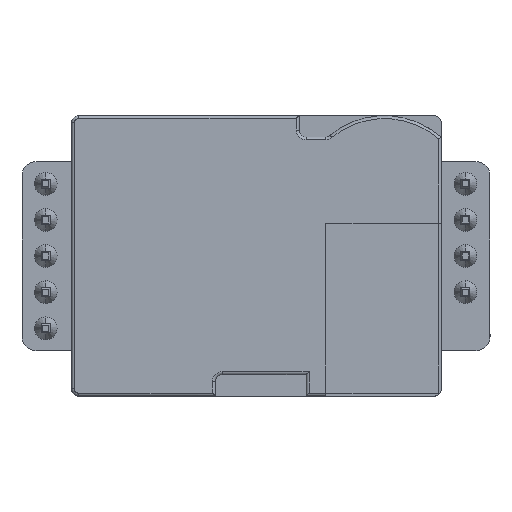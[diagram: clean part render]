
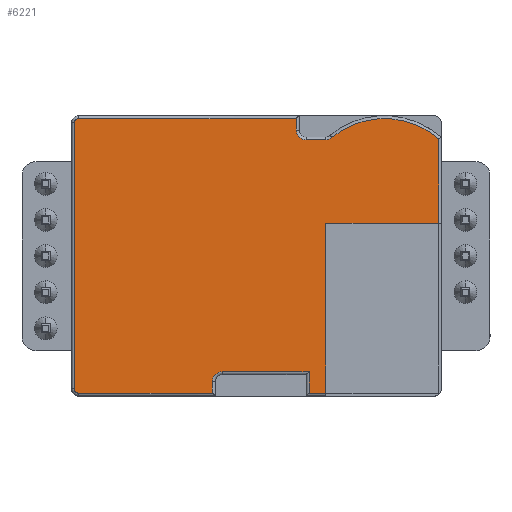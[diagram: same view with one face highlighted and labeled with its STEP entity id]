
A CAD part, top view. The second image highlights one B-rep face of the part: STEP entity #6221.
In plain terms, the highlighted face is planar.
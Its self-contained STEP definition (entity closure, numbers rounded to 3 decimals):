
#260=CIRCLE('',#6756,5.8);
#272=CIRCLE('',#6799,0.7);
#273=CIRCLE('',#6800,0.7);
#274=CIRCLE('',#6801,0.3);
#275=CIRCLE('',#6802,0.3);
#276=CIRCLE('',#6803,0.7);
#560=FACE_OUTER_BOUND('',#924,.T.);
#924=EDGE_LOOP('',(#4839,#4840,#4841,#4842,#4843,#4844,#4845,#4846,#4847,
#4848,#4849,#4850,#4851,#4852,#4853,#4854,#4855,#4856));
#1450=LINE('',#9617,#2129);
#1453=LINE('',#9625,#2132);
#1500=LINE('',#9739,#2179);
#1502=LINE('',#9742,#2181);
#1538=LINE('',#9812,#2217);
#1539=LINE('',#9816,#2218);
#1540=LINE('',#9820,#2219);
#1541=LINE('',#9822,#2220);
#1542=LINE('',#9826,#2221);
#1543=LINE('',#9830,#2222);
#1544=LINE('',#9832,#2223);
#1545=LINE('',#9835,#2224);
#2129=VECTOR('',#7857,1.18);
#2132=VECTOR('',#7864,1.5);
#2179=VECTOR('',#7955,7.92);
#2181=VECTOR('',#7959,11.95);
#2217=VECTOR('',#8021,5.932);
#2218=VECTOR('',#8024,1.347);
#2219=VECTOR('',#8027,0.8);
#2220=VECTOR('',#8028,15.3);
#2221=VECTOR('',#8031,18.7);
#2222=VECTOR('',#8034,9.4);
#2223=VECTOR('',#8035,0.8);
#2224=VECTOR('',#8038,6.1);
#2711=VERTEX_POINT('',#9584);
#2712=VERTEX_POINT('',#9585);
#2716=VERTEX_POINT('',#9613);
#2718=VERTEX_POINT('',#9616);
#2721=VERTEX_POINT('',#9624);
#2765=VERTEX_POINT('',#9736);
#2766=VERTEX_POINT('',#9738);
#2788=VERTEX_POINT('',#9813);
#2789=VERTEX_POINT('',#9815);
#2790=VERTEX_POINT('',#9817);
#2791=VERTEX_POINT('',#9819);
#2792=VERTEX_POINT('',#9821);
#2793=VERTEX_POINT('',#9823);
#2794=VERTEX_POINT('',#9825);
#2795=VERTEX_POINT('',#9827);
#2796=VERTEX_POINT('',#9829);
#2797=VERTEX_POINT('',#9831);
#2798=VERTEX_POINT('',#9833);
#3397=EDGE_CURVE('',#2711,#2712,#260,.T.);
#3403=EDGE_CURVE('',#2718,#2716,#1450,.T.);
#3407=EDGE_CURVE('',#2721,#2718,#1453,.T.);
#3461=EDGE_CURVE('',#2766,#2765,#1500,.T.);
#3463=EDGE_CURVE('',#2716,#2766,#1502,.T.);
#3501=EDGE_CURVE('',#2765,#2711,#1538,.T.);
#3502=EDGE_CURVE('',#2712,#2788,#272,.T.);
#3503=EDGE_CURVE('',#2788,#2789,#1539,.T.);
#3504=EDGE_CURVE('',#2789,#2790,#273,.T.);
#3505=EDGE_CURVE('',#2790,#2791,#1540,.T.);
#3506=EDGE_CURVE('',#2791,#2792,#1541,.T.);
#3507=EDGE_CURVE('',#2792,#2793,#274,.T.);
#3508=EDGE_CURVE('',#2793,#2794,#1542,.T.);
#3509=EDGE_CURVE('',#2794,#2795,#275,.T.);
#3510=EDGE_CURVE('',#2795,#2796,#1543,.T.);
#3511=EDGE_CURVE('',#2796,#2797,#1544,.T.);
#3512=EDGE_CURVE('',#2797,#2798,#276,.T.);
#3513=EDGE_CURVE('',#2798,#2721,#1545,.T.);
#4839=ORIENTED_EDGE('',*,*,#3407,.T.);
#4840=ORIENTED_EDGE('',*,*,#3403,.T.);
#4841=ORIENTED_EDGE('',*,*,#3463,.T.);
#4842=ORIENTED_EDGE('',*,*,#3461,.T.);
#4843=ORIENTED_EDGE('',*,*,#3501,.T.);
#4844=ORIENTED_EDGE('',*,*,#3397,.T.);
#4845=ORIENTED_EDGE('',*,*,#3502,.T.);
#4846=ORIENTED_EDGE('',*,*,#3503,.T.);
#4847=ORIENTED_EDGE('',*,*,#3504,.T.);
#4848=ORIENTED_EDGE('',*,*,#3505,.T.);
#4849=ORIENTED_EDGE('',*,*,#3506,.T.);
#4850=ORIENTED_EDGE('',*,*,#3507,.T.);
#4851=ORIENTED_EDGE('',*,*,#3508,.T.);
#4852=ORIENTED_EDGE('',*,*,#3509,.T.);
#4853=ORIENTED_EDGE('',*,*,#3510,.T.);
#4854=ORIENTED_EDGE('',*,*,#3511,.T.);
#4855=ORIENTED_EDGE('',*,*,#3512,.T.);
#4856=ORIENTED_EDGE('',*,*,#3513,.T.);
#5608=PLANE('',#6798);
#6221=ADVANCED_FACE('',(#560),#5608,.T.);
#6756=AXIS2_PLACEMENT_3D('',#9586,#7847,#7848);
#6798=AXIS2_PLACEMENT_3D('',#9811,#8019,#8020);
#6799=AXIS2_PLACEMENT_3D('',#9814,#8022,#8023);
#6800=AXIS2_PLACEMENT_3D('',#9818,#8025,#8026);
#6801=AXIS2_PLACEMENT_3D('',#9824,#8029,#8030);
#6802=AXIS2_PLACEMENT_3D('',#9828,#8032,#8033);
#6803=AXIS2_PLACEMENT_3D('',#9834,#8036,#8037);
#7847=DIRECTION('center_axis',(0.,1.,0.));
#7848=DIRECTION('ref_axis',(-0.755,0.,-0.655));
#7857=DIRECTION('',(0.,0.,-1.));
#7864=DIRECTION('',(1.,0.,0.));
#7955=DIRECTION('',(0.,0.,-1.));
#7959=DIRECTION('',(-1.,0.,0.));
#8019=DIRECTION('center_axis',(0.,1.,0.));
#8020=DIRECTION('ref_axis',(1.,0.,0.));
#8021=DIRECTION('',(-1.,0.,0.));
#8022=DIRECTION('center_axis',(0.,-1.,0.));
#8023=DIRECTION('ref_axis',(-1.,0.,0.));
#8024=DIRECTION('',(0.,0.,1.));
#8025=DIRECTION('center_axis',(0.,-1.,0.));
#8026=DIRECTION('ref_axis',(-1.,0.,0.));
#8027=DIRECTION('',(-1.,0.,0.));
#8028=DIRECTION('',(0.,0.,1.));
#8029=DIRECTION('center_axis',(0.,1.,0.));
#8030=DIRECTION('ref_axis',(-1.,0.,0.));
#8031=DIRECTION('',(1.,0.,0.));
#8032=DIRECTION('center_axis',(0.,1.,0.));
#8033=DIRECTION('ref_axis',(-1.,0.,0.));
#8034=DIRECTION('',(0.,0.,-1.));
#8035=DIRECTION('',(-1.,0.,0.));
#8036=DIRECTION('center_axis',(0.,-1.,0.));
#8037=DIRECTION('ref_axis',(-1.,0.,0.));
#8038=DIRECTION('',(0.,0.,-1.));
#9584=CARTESIAN_POINT('',(56.874,8.,-109.196));
#9585=CARTESIAN_POINT('',(56.794,8.,-101.69));
#9586=CARTESIAN_POINT('Origin',(61.256,8.,-105.396));
#9613=CARTESIAN_POINT('',(74.756,8.,-101.276));
#9616=CARTESIAN_POINT('',(74.756,8.,-100.096));
#9617=CARTESIAN_POINT('',(74.756,8.,-100.096));
#9624=CARTESIAN_POINT('',(73.256,8.,-100.096));
#9625=CARTESIAN_POINT('',(73.256,8.,-100.096));
#9736=CARTESIAN_POINT('',(62.806,8.,-109.196));
#9738=CARTESIAN_POINT('',(62.806,8.,-101.276));
#9739=CARTESIAN_POINT('',(62.806,8.,-101.276));
#9742=CARTESIAN_POINT('',(74.756,8.,-101.276));
#9811=CARTESIAN_POINT('Origin',(51.538,8.,-81.036));
#9812=CARTESIAN_POINT('',(62.806,8.,-109.196));
#9813=CARTESIAN_POINT('',(56.956,8.,-101.243));
#9814=CARTESIAN_POINT('Origin',(56.256,8.,-101.243));
#9815=CARTESIAN_POINT('',(56.956,8.,-99.896));
#9816=CARTESIAN_POINT('',(56.956,8.,-101.243));
#9817=CARTESIAN_POINT('',(56.256,8.,-99.196));
#9818=CARTESIAN_POINT('Origin',(56.256,8.,-99.896));
#9819=CARTESIAN_POINT('',(55.456,8.,-99.196));
#9820=CARTESIAN_POINT('',(56.256,8.,-99.196));
#9821=CARTESIAN_POINT('',(55.456,8.,-83.896));
#9822=CARTESIAN_POINT('',(55.456,8.,-99.196));
#9823=CARTESIAN_POINT('',(55.756,8.,-83.596));
#9824=CARTESIAN_POINT('Origin',(55.756,8.,-83.896));
#9825=CARTESIAN_POINT('',(74.456,8.,-83.596));
#9826=CARTESIAN_POINT('',(55.756,8.,-83.596));
#9827=CARTESIAN_POINT('',(74.756,8.,-83.896));
#9828=CARTESIAN_POINT('Origin',(74.456,8.,-83.896));
#9829=CARTESIAN_POINT('',(74.756,8.,-93.296));
#9830=CARTESIAN_POINT('',(74.756,8.,-83.896));
#9831=CARTESIAN_POINT('',(73.956,8.,-93.296));
#9832=CARTESIAN_POINT('',(74.756,8.,-93.296));
#9833=CARTESIAN_POINT('',(73.256,8.,-93.996));
#9834=CARTESIAN_POINT('Origin',(73.956,8.,-93.996));
#9835=CARTESIAN_POINT('',(73.256,8.,-93.996));
